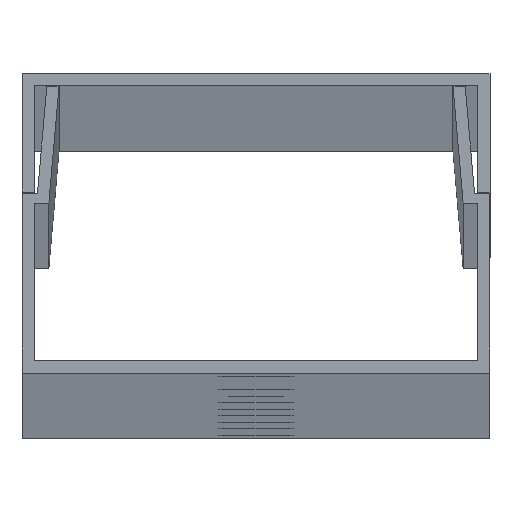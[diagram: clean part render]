
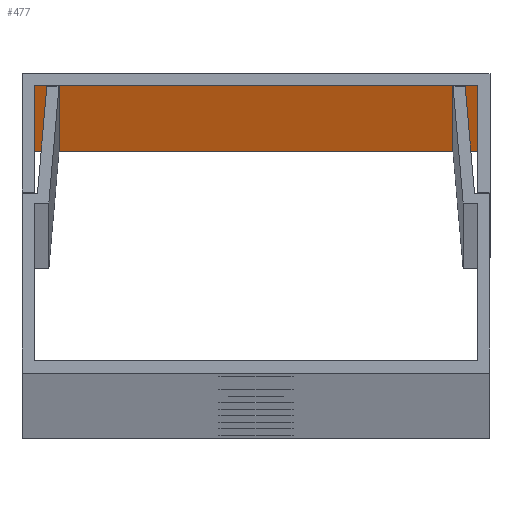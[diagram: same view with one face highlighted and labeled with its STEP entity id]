
A CAD part, top view. The second image highlights one B-rep face of the part: STEP entity #477.
In plain terms, the highlighted planar face has unit normal (0, -1, 0).
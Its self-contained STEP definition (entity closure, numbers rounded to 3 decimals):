
#19 = LINE ( 'NONE', #47, #1341 ) ;
#47 = CARTESIAN_POINT ( 'NONE',  ( -11.85, 15.35, -1000. ) ) ;
#165 = CARTESIAN_POINT ( 'NONE',  ( -11.85, 15.35, 1000. ) ) ;
#187 = EDGE_LOOP ( 'NONE', ( #239, #547, #338, #525 ) ) ;
#195 = FACE_OUTER_BOUND ( 'NONE', #187, .T. ) ;
#239 = ORIENTED_EDGE ( 'NONE', *, *, #691, .T. ) ;
#243 = DIRECTION ( 'NONE',  ( 1., 0., 0. ) ) ;
#322 = DIRECTION ( 'NONE',  ( 1., 0., 0. ) ) ;
#338 = ORIENTED_EDGE ( 'NONE', *, *, #449, .F. ) ;
#366 = CARTESIAN_POINT ( 'NONE',  ( 11.85, 15.35, 1000. ) ) ;
#449 = EDGE_CURVE ( 'NONE', #906, #627, #1412, .T. ) ;
#477 = ADVANCED_FACE ( 'NONE', ( #195 ), #873, .F. ) ;
#525 = ORIENTED_EDGE ( 'NONE', *, *, #1432, .T. ) ;
#528 = DIRECTION ( 'NONE',  ( 0., 0., -1. ) ) ;
#547 = ORIENTED_EDGE ( 'NONE', *, *, #1229, .F. ) ;
#620 = LINE ( 'NONE', #165, #699 ) ;
#627 = VERTEX_POINT ( 'NONE', #366 ) ;
#635 = VECTOR ( 'NONE', #528, 1000. ) ;
#659 = VERTEX_POINT ( 'NONE', #822 ) ;
#691 = EDGE_CURVE ( 'NONE', #726, #659, #19, .T. ) ;
#699 = VECTOR ( 'NONE', #803, 1000. ) ;
#718 = VECTOR ( 'NONE', #243, 1000. ) ;
#726 = VERTEX_POINT ( 'NONE', #1081 ) ;
#803 = DIRECTION ( 'NONE',  ( 0., 0., -1. ) ) ;
#822 = CARTESIAN_POINT ( 'NONE',  ( 11.85, 15.35, -1000. ) ) ;
#858 = DIRECTION ( 'NONE',  ( 0., 0., 1. ) ) ;
#873 = PLANE ( 'NONE',  #1202 ) ;
#906 = VERTEX_POINT ( 'NONE', #1007 ) ;
#1007 = CARTESIAN_POINT ( 'NONE',  ( -11.85, 15.35, 1000. ) ) ;
#1038 = CARTESIAN_POINT ( 'NONE',  ( 11.85, 15.35, 1000. ) ) ;
#1081 = CARTESIAN_POINT ( 'NONE',  ( -11.85, 15.35, -1000. ) ) ;
#1166 = LINE ( 'NONE', #1038, #635 ) ;
#1202 = AXIS2_PLACEMENT_3D ( 'NONE', #1241, #1575, #858 ) ;
#1229 = EDGE_CURVE ( 'NONE', #627, #659, #1166, .T. ) ;
#1241 = CARTESIAN_POINT ( 'NONE',  ( -11.85, 15.35, 1000. ) ) ;
#1341 = VECTOR ( 'NONE', #322, 1000. ) ;
#1361 = CARTESIAN_POINT ( 'NONE',  ( -11.85, 15.35, 1000. ) ) ;
#1412 = LINE ( 'NONE', #1361, #718 ) ;
#1432 = EDGE_CURVE ( 'NONE', #906, #726, #620, .T. ) ;
#1575 = DIRECTION ( 'NONE',  ( 0., 1., 0. ) ) ;
